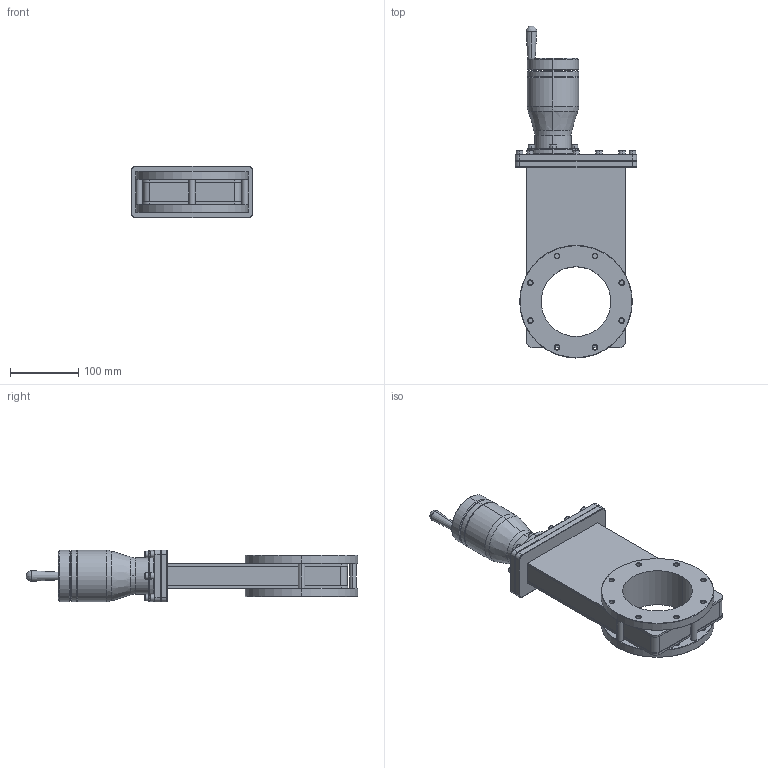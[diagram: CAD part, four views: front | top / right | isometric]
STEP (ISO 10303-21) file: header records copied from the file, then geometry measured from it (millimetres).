
FILE_DESCRIPTION (( 'STEP AP203' ), '1' );
FILE_NAME ('GV-S08300.STEP', '2023-06-27T20:48:47', ( '' ), ( '' ), 'SwSTEP 2.0', 'SolidWorks 2020', '' );
FILE_SCHEMA (( 'CONFIG_CONTROL_DESIGN' ));
Length unit declared in the file: inch
Products named in the file (1): GV-S08300
Bounding box: 177.8 x 486.59 x 75.95 mm (x, y, z)
Surface area: 215047.2 mm2 (no closed solid volume)
Topology: 0 solids, 17 shells, 446 faces, 1084 edges, 690 vertices
Faces by surface type: plane 208, cylinder 130, cone 102, bspline 6
Entity records: 14412 total; most frequent: CARTESIAN_POINT 3592, DIRECTION 2373, ORIENTED_EDGE 2096, EDGE_CURVE 1080, AXIS2_PLACEMENT_3D 889, VERTEX_POINT 690, LINE 595, VECTOR 595
